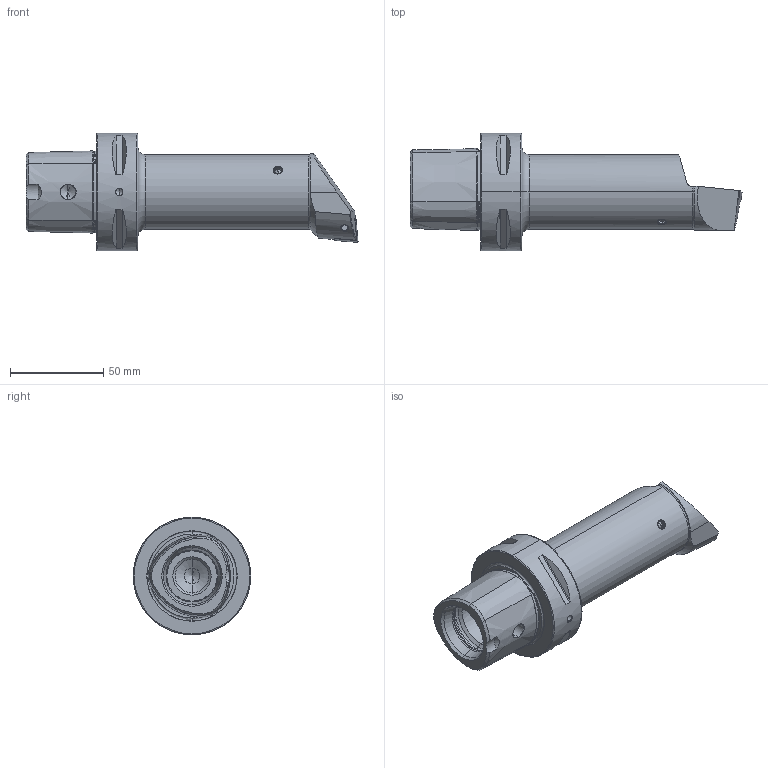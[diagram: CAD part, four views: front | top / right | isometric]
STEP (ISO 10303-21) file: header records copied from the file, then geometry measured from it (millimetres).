
FILE_DESCRIPTION (( 'STEP AP203' ), '1' );
FILE_NAME ('PS6-BCC.RLC.140.STEP', '2013-07-09T11:20:55', ( 'baer' ), ( 'Hewlett-Packard Company' ), 'SwSTEP 2.0', 'SolidWorks 2012', '' );
FILE_SCHEMA (( 'CONFIG_CONTROL_DESIGN' ));
Length unit declared in the file: millimetre
Products named in the file (5): PS6-BCC.RLC.140; KVT_MB_600_050; WCC-ER2.001.010_A; CCMT120404; PS6-BCC.RLC.140_A
Assembly tree (4 placements, depth 2):
  PS6-BCC.RLC.140
    PS6-BCC.RLC.140_A
    CCMT120404
    WCC-ER2.001.010_A
    KVT_MB_600_050
Bounding box: 178 x 63 x 63 mm (x, y, z)
Volume: 216701.2 mm3; surface area: 36959.6 mm2
Topology: 5 solids, 5 shells, 281 faces, 680 edges, 398 vertices
Faces by surface type: cone 101, cylinder 73, plane 49, torus 43, bspline 13, sphere 2
Entity records: 9681 total; most frequent: CARTESIAN_POINT 2933, DIRECTION 1310, ORIENTED_EDGE 1310, EDGE_CURVE 655, AXIS2_PLACEMENT_3D 536, VERTEX_POINT 395, EDGE_LOOP 302, FACE_OUTER_BOUND 281
